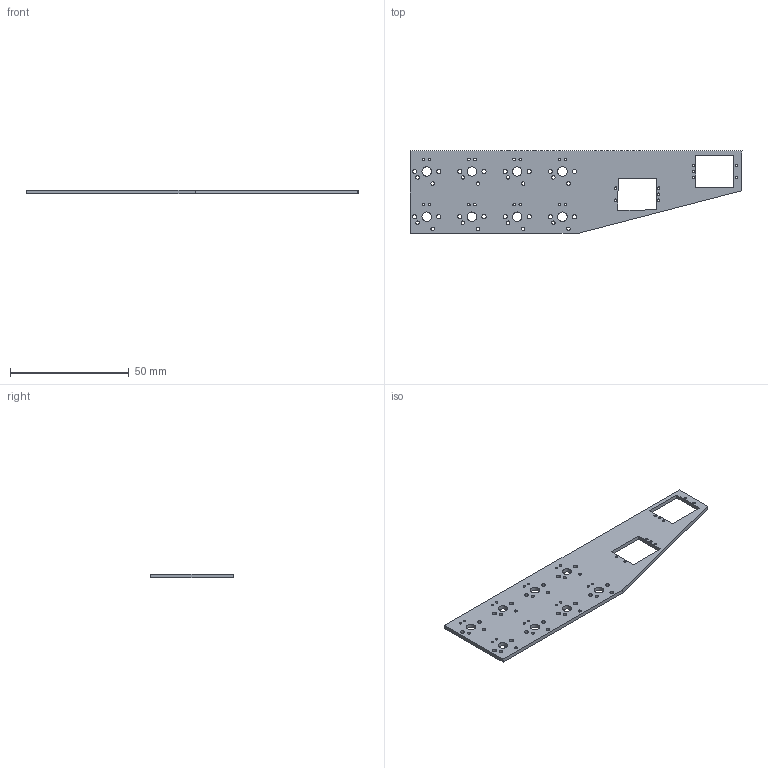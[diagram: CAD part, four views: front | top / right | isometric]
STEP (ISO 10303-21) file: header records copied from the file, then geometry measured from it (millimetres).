
FILE_DESCRIPTION(('FreeCAD Model'),'2;1');
FILE_NAME('PCB Model.step','2021-04-28T10:52:38',('Author'),(''), 'Open CASCADE STEP processor 7.3','FreeCAD','Unknown');
FILE_SCHEMA(('AUTOMOTIVE_DESIGN { 1 0 10303 214 1 1 1 1 }'));
Length unit declared in the file: millimetre
Products named in the file (6): Pikatea_XL_Macropad; Board_Geoms_c334; Local_CS_c334; Pcb_c334; PCB_Sketch_c334; Step_Models_c334
Assembly tree (5 placements, depth 3):
  Pikatea_XL_Macropad
    Board_Geoms_c334
      Local_CS_c334
      Pcb_c334
      PCB_Sketch_c334
    Step_Models_c334
Bounding box: 139.8 x 34.75 x 1.6 mm (x, y, z)
Volume: 5772.1 mm3; surface area: 8490.7 mm2
Topology: 1 solids, 1 shells, 81 faces, 250 edges, 184 vertices
Faces by surface type: cylinder 66, plane 15
Full cylindrical faces by diameter (mm): 1 x10, 1.04 x16, 1.47 x16, 1.75 x16, 3.988 x8
Entity records: 3269 total; most frequent: DIRECTION 556, CARTESIAN_POINT 521, ORIENTED_EDGE 474, EDGE_CURVE 237, AXIS2_PLACEMENT_3D 219, FACE_BOUND 217, EDGE_LOOP 217, VERTEX_POINT 158
